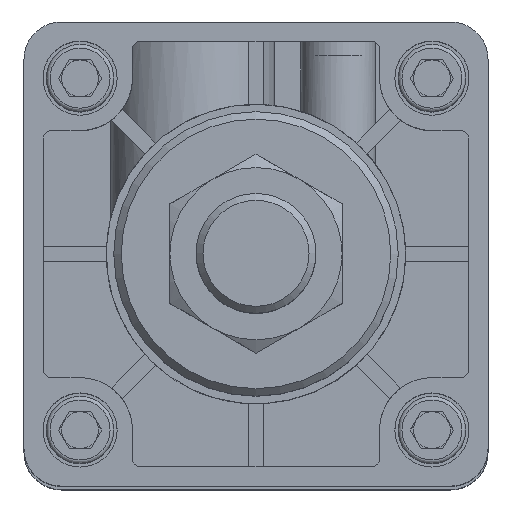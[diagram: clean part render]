
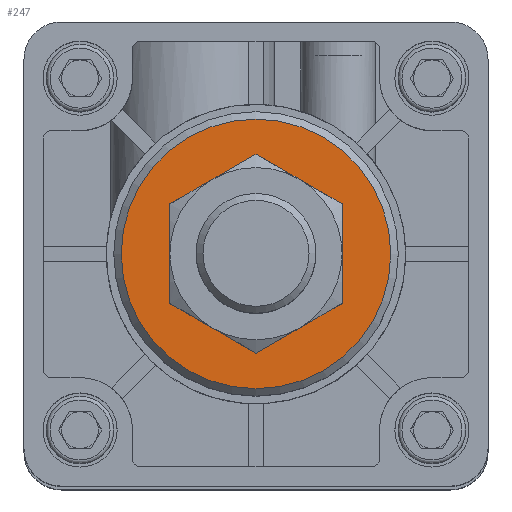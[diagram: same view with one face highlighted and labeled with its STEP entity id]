
A CAD part, top view. The second image highlights one B-rep face of the part: STEP entity #247.
In plain terms, the highlighted planar face has unit normal (0, 0, 1).
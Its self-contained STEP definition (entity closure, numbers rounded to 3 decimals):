
#247 = ADVANCED_FACE( '', ( #747, #748 ), #749, .F. );
#747 = FACE_OUTER_BOUND( '', #1589, .T. );
#748 = FACE_BOUND( '', #1590, .T. );
#749 = PLANE( '', #1591 );
#1589 = EDGE_LOOP( '', ( #2707 ) );
#1590 = EDGE_LOOP( '', ( #2708 ) );
#1591 = AXIS2_PLACEMENT_3D( '', #2709, #2710, #2711 );
#2707 = ORIENTED_EDGE( '', *, *, #5069, .F. );
#2708 = ORIENTED_EDGE( '', *, *, #5070, .T. );
#2709 = CARTESIAN_POINT( '', ( 0., 0., 161.5 ) );
#2710 = DIRECTION( '', ( 0., 0., -1. ) );
#2711 = DIRECTION( '', ( -1., 0., 0. ) );
#5069 = EDGE_CURVE( '', #6053, #6053, #6054, .T. );
#5070 = EDGE_CURVE( '', #6055, #6055, #6056, .T. );
#6053 = VERTEX_POINT( '', #7544 );
#6054 = CIRCLE( '', #7545, 18. );
#6055 = VERTEX_POINT( '', #7546 );
#6056 = CIRCLE( '', #7547, 10. );
#7544 = CARTESIAN_POINT( '', ( -18., 0., 161.5 ) );
#7545 = AXIS2_PLACEMENT_3D( '', #9723, #9724, #9725 );
#7546 = CARTESIAN_POINT( '', ( -10., 0., 161.5 ) );
#7547 = AXIS2_PLACEMENT_3D( '', #9726, #9727, #9728 );
#9723 = CARTESIAN_POINT( '', ( 0., 0., 161.5 ) );
#9724 = DIRECTION( '', ( 0., 0., -1. ) );
#9725 = DIRECTION( '', ( -1., 0., 0. ) );
#9726 = CARTESIAN_POINT( '', ( 0., 0., 161.5 ) );
#9727 = DIRECTION( '', ( 0., 0., -1. ) );
#9728 = DIRECTION( '', ( -1., 0., 0. ) );
